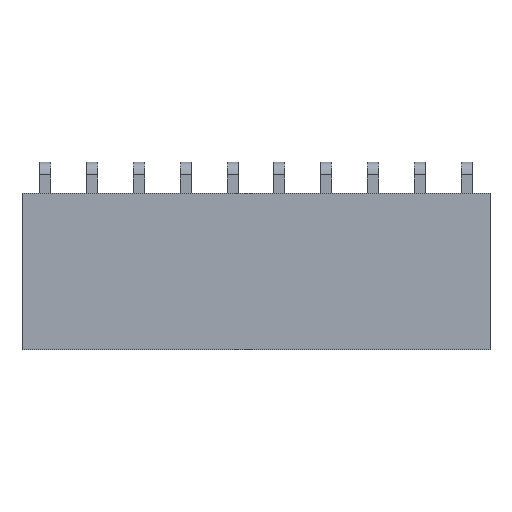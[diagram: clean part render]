
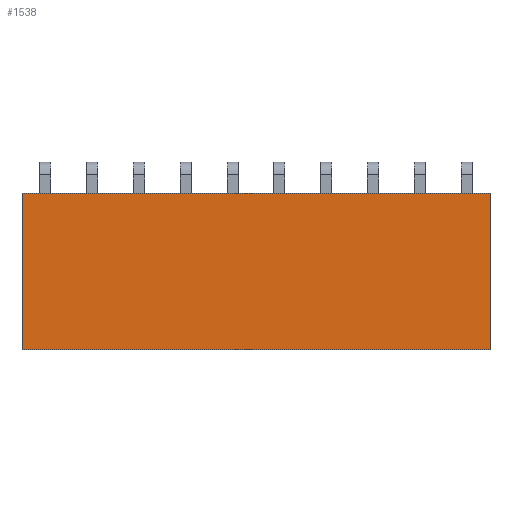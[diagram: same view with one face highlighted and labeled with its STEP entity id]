
A CAD part, top view. The second image highlights one B-rep face of the part: STEP entity #1538.
In plain terms, the highlighted planar face has unit normal (0, 0, 1).
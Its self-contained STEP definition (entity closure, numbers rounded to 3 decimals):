
#1538=ADVANCED_FACE('',(#6558),#6560,.T.);
#6558=FACE_BOUND('',#6559,.T.);
#6559=EDGE_LOOP('',(#10585,#10586,#10587,#10588));
#6560=PLANE('',#6561);
#6561=AXIS2_PLACEMENT_3D('',#6562,#6563,#6564);
#6562=CARTESIAN_POINT('',(1.27,-1.5,2.54));
#6563=DIRECTION('',(0.,0.,1.));
#6564=DIRECTION('',(-1.,0.,0.));
#10585=ORIENTED_EDGE('',*,*,#13265,.T.);
#10586=ORIENTED_EDGE('',*,*,#13411,.F.);
#10587=ORIENTED_EDGE('',*,*,#13272,.F.);
#10588=ORIENTED_EDGE('',*,*,#13452,.T.);
#13265=EDGE_CURVE('',#15229,#15227,#15230,.T.);
#13272=EDGE_CURVE('',#15239,#15241,#15242,.T.);
#13411=EDGE_CURVE('',#15241,#15227,#15475,.T.);
#13452=EDGE_CURVE('',#15239,#15229,#15556,.T.);
#15227=VERTEX_POINT('',#18905);
#15229=VERTEX_POINT('',#18909);
#15230=LINE('',#18910,#18911);
#15239=VERTEX_POINT('',#18931);
#15241=VERTEX_POINT('',#18935);
#15242=LINE('',#18936,#18937);
#15475=LINE('',#19451,#19452);
#15556=LINE('',#19614,#19615);
#18905=CARTESIAN_POINT('',(-1.27,-10.,2.54));
#18909=CARTESIAN_POINT('',(-1.27,-1.5,2.54));
#18910=CARTESIAN_POINT('',(-1.27,-1.5,2.54));
#18911=VECTOR('',#18912,1.);
#18912=DIRECTION('',(0.,-1.,0.));
#18931=CARTESIAN_POINT('',(24.13,-1.5,2.54));
#18935=CARTESIAN_POINT('',(24.13,-10.,2.54));
#18936=CARTESIAN_POINT('',(24.13,-1.5,2.54));
#18937=VECTOR('',#18938,1.);
#18938=DIRECTION('',(0.,-1.,0.));
#19451=CARTESIAN_POINT('',(24.13,-10.,2.54));
#19452=VECTOR('',#19453,1.);
#19453=DIRECTION('',(-1.,0.,0.));
#19614=CARTESIAN_POINT('',(24.13,-1.5,2.54));
#19615=VECTOR('',#19616,1.);
#19616=DIRECTION('',(-1.,0.,0.));
